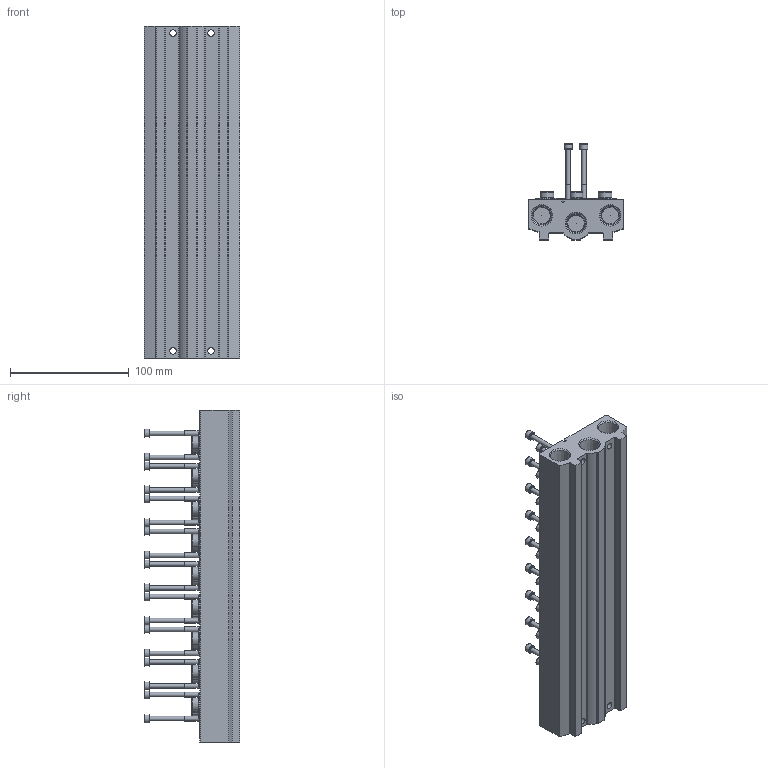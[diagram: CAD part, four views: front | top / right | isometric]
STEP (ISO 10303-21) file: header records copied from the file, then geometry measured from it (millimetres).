
FILE_DESCRIPTION(/* description */ ('STEP AP214'),/* implementation_level */ '2;1');
FILE_NAME(/* name */ '8026277_VABM-B10-25S-N38-9',/* time_stamp */ '2024-09-15T22:37:23+02:00',/* author */ ('License CC BY-ND 4.0'),/* organization */ ('CADENAS'),/* preprocessor_version */ 'ST-DEVELOPER v19.3',/* originating_system */ 'PARTsolutions',/* authorisation */ ' ');
FILE_SCHEMA (('AUTOMOTIVE_DESIGN {1 0 10303 214 3 1 1}'));
Length unit declared in the file: millimetre
Products named in the file (5): 8026277 VABM-B10-25S-N38-9; 8026277 VABM-B10-25S-N38-9---(M); 1657071 VUVS-G14-3---(S); 2833735 F-M4x50-10.9; 174169 B-3/8-NPT---(Plug)
Assembly tree (31 placements, depth 2):
  8026277 VABM-B10-25S-N38-9
    8026277 VABM-B10-25S-N38-9---(M)
    1657071 VUVS-G14-3---(S)  x9
    2833735 F-M4x50-10.9  x18
    174169 B-3/8-NPT---(Plug)  x3
Bounding box: 80.5 x 80.8 x 279.5 mm (x, y, z)
Volume: 550624.4 mm3; surface area: 166772.7 mm2
Topology: 31 solids, 31 shells, 1502 faces, 3657 edges, 2323 vertices
Faces by surface type: plane 684, cylinder 450, cone 296, torus 72
Full cylindrical faces by diameter (mm): 3.242 x19, 3.5 x1, 3.9 x18, 4 x18, 5.5 x4, 7 x45, 7.938 x3, 8.6 x27, 11.6 x27, 14.3 x3, 14.6 x27
Entity records: 10209 total; most frequent: CARTESIAN_POINT 2119, DIRECTION 1712, ORIENTED_EDGE 1342, AXIS2_PLACEMENT_3D 702, EDGE_CURVE 671, FACE_BOUND 614, EDGE_LOOP 593, VERTEX_POINT 525
